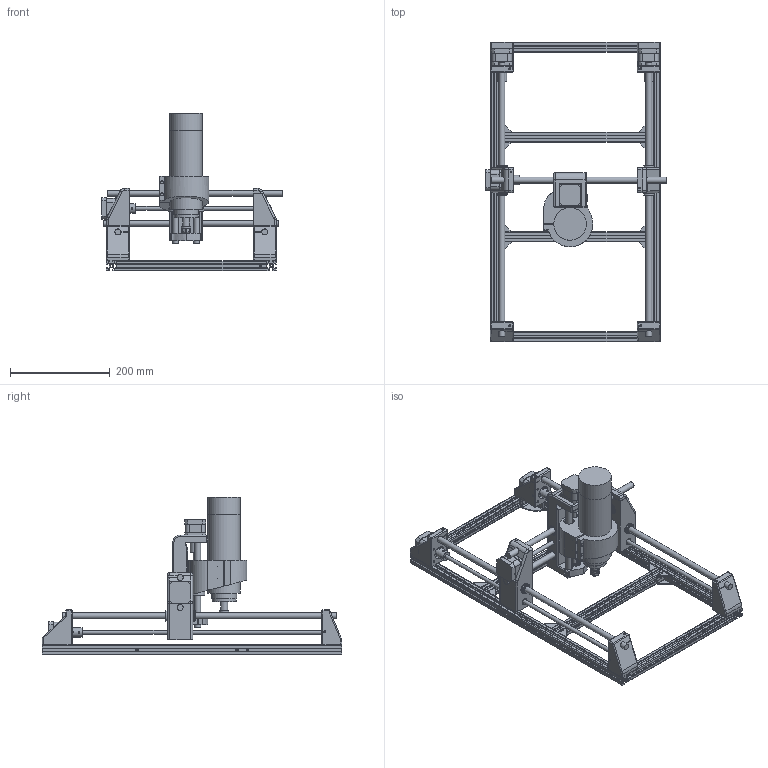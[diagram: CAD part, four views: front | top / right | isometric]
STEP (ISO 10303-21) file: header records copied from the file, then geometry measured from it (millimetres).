
FILE_DESCRIPTION(/* description */ (''),/* implementation_level */ '2;1');
FILE_NAME(/* name */ 'CNC_Mill_Assembly.step',/* time_stamp */ '2025-04-06T16:50:47+10:00',/* author */ (''),/* organization */ (''),/* preprocessor_version */ 'ST-DEVELOPER v20.1',/* originating_system */ 'Autodesk Translation Framework v14.4.0.0',/* authorisation */ '');
FILE_SCHEMA (('AUTOMOTIVE_DESIGN { 1 0 10303 214 3 1 1 }'));
Length unit declared in the file: millimetre
Products named in the file (36): CNC Machine; 20x20 Aluminium Profile Long; Rod_Holder_Left; Motor_Holder_Left (1); Rod_Holder_Right (1); Motor_Holder_Right (1); skf_bearing_608_2; skf_bearing_608_2_1; Smooth Rod; stepper_am17hd4452-02n; stepper_am17hd4452-02n_1; Lead Screw 500mm; Slider Right; skf_bearing_608_2_2; Smooth Rod 350mm; Smooth Rod 350mm (1); Slider Left; Lead Screw Short (1); stepper_am17hd4452-02n_2; Z-axis Carriage; stepper_am17hd4452-02n_3; stepper_am17hd4452-02n_1_1; stepper_am17hd4452-02n_2_1; skf_bearing_608_2_3; skf_bearing_608_2_01; skf_bearing_608_2_02; skf_bearing_608_2_03; Smooth Rod 175mm; Lead Screw 149mm; Coupler; Spindle Holder; Mandrino 1.5 kW; Black Paint; LM12UU; 20x20 Aluminium Profile Short; Frame Corner Supports
Assembly tree (71 placements, depth 3):
  CNC Machine
    20x20 Aluminium Profile Long  x2
    20x20 Aluminium Profile Short  x4
    Rod_Holder_Left
    Motor_Holder_Left (1)
    Rod_Holder_Right (1)
    Motor_Holder_Right (1)
    Smooth Rod  x2
    skf_bearing_608_2
      skf_bearing_608_2_01
      skf_bearing_608_2_02
      skf_bearing_608_2_03
    skf_bearing_608_2_1
      skf_bearing_608_2_01
      skf_bearing_608_2_02
      skf_bearing_608_2_03
    stepper_am17hd4452-02n
      stepper_am17hd4452-02n_1_1
      stepper_am17hd4452-02n_2_1
    stepper_am17hd4452-02n_1
      stepper_am17hd4452-02n_1_1
      stepper_am17hd4452-02n_2_1
    Lead Screw 500mm  x2
    Coupler  x4
    Slider Right
    LM12UU  x12
    skf_bearing_608_2_2
      skf_bearing_608_2_01
      skf_bearing_608_2_02
      skf_bearing_608_2_03
    Smooth Rod 350mm
    Smooth Rod 350mm (1)
    Slider Left
    Lead Screw Short (1)
    stepper_am17hd4452-02n_2
      stepper_am17hd4452-02n_1_1
      stepper_am17hd4452-02n_2_1
    Z-axis Carriage
    stepper_am17hd4452-02n_3
      stepper_am17hd4452-02n_1_1
      stepper_am17hd4452-02n_2_1
    skf_bearing_608_2_3
      skf_bearing_608_2_01
      skf_bearing_608_2_02
      skf_bearing_608_2_03
    Smooth Rod 175mm  x2
    Lead Screw 149mm
    Spindle Holder
    Mandrino 1.5 kW
      Black Paint
    Frame Corner Supports
Bounding box: 361.3 x 600 x 315.88 mm (x, y, z)
Volume: 3105714.4 mm3; surface area: 983682.2 mm2
Topology: 70 solids, 70 shells, 1772 faces, 4401 edges, 2835 vertices
Faces by surface type: plane 878, cylinder 608, cone 117, torus 110, sphere 52, bspline 7
Full cylindrical faces by diameter (mm): 2.459 x32, 3 x78, 5 x26, 6 x4, 7.925 x4, 8 x9, 10 x9, 11.9 x8, 12 x14, 12.15 x8, 13 x27, 14 x1, 17.6 x8, 18 x24, 19 x5, 19.2 x8, 20.9 x4, 21 x38, 21.9 x5, 22 x10, 22.2 x1, 48 x1, 50 x1, 65 x2
Entity records: 31608 total; most frequent: CARTESIAN_POINT 6575, DIRECTION 5162, ORIENTED_EDGE 4764, EDGE_CURVE 2382, AXIS2_PLACEMENT_3D 1833, VERTEX_POINT 1527, LINE 1496, VECTOR 1496
